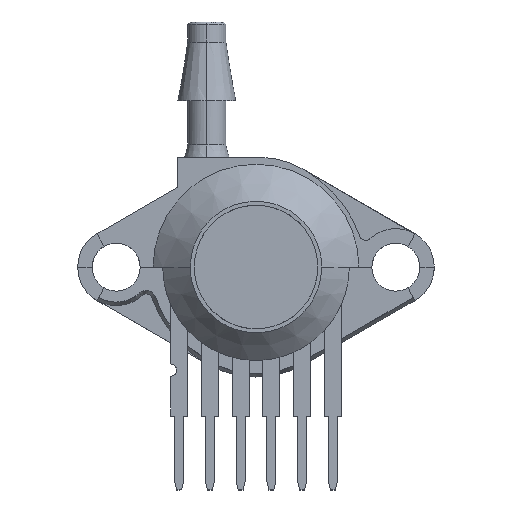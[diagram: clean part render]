
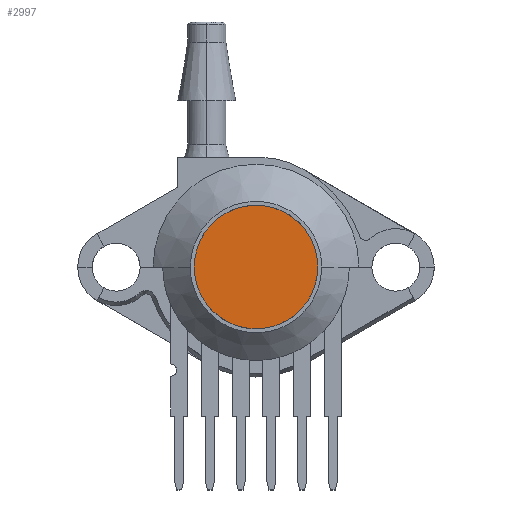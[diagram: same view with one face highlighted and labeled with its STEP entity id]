
A CAD part, top view. The second image highlights one B-rep face of the part: STEP entity #2997.
In plain terms, the highlighted planar face has unit normal (0, 0, 1).
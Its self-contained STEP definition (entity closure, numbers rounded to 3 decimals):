
#17 = CARTESIAN_POINT ( 'NONE',  ( -4.456, 14.889, 2.67 ) ) ;
#25 = CARTESIAN_POINT ( 'NONE',  ( 5.1, 12.988, 2.67 ) ) ;
#45 = CARTESIAN_POINT ( 'NONE',  ( -0.668, 7.221, 2.67 ) ) ;
#174 = CARTESIAN_POINT ( 'NONE',  ( 0., -6.1, 2.67 ) ) ;
#220 = B_SPLINE_CURVE_WITH_KNOTS ( 'NONE', 3,
 ( #4788, #2948, #1527, #4802, #2003, #5255, #2462, #5728, #2973, #45, #3448, #567, #3899, #1063, #4365, #1553, #4820, #2017 ),
 .UNSPECIFIED., .F., .F.,
 ( 4, 2, 2, 2, 2, 2, 2, 2, 4 ),
 ( 0., 0.125, 0.25, 0.375, 0.5, 0.625, 0.75, 0.875, 1. ),
 .UNSPECIFIED. ) ;
#342 = B_SPLINE_CURVE_WITH_KNOTS ( 'NONE', 3,
 ( #6138, #5221, #2932, #17, #3418, #524, #3868, #1035, #4326, #1513, #4795, #1988, #5236, #2451, #5715, #2954, #25, #3440 ),
 .UNSPECIFIED., .F., .F.,
 ( 4, 2, 2, 2, 2, 2, 2, 2, 4 ),
 ( 0., 0.125, 0.25, 0.375, 0.5, 0.625, 0.75, 0.875, 1. ),
 .UNSPECIFIED. ) ;
#460 = VERTEX_POINT ( 'NONE', #3998 ) ;
#524 = CARTESIAN_POINT ( 'NONE',  ( -3.134, 16.399, 2.67 ) ) ;
#567 = CARTESIAN_POINT ( 'NONE',  ( -2.568, 7.864, 2.67 ) ) ;
#1035 = CARTESIAN_POINT ( 'NONE',  ( -1.335, 17.288, 2.67 ) ) ;
#1063 = CARTESIAN_POINT ( 'NONE',  ( -4.078, 9.186, 2.67 ) ) ;
#1513 = CARTESIAN_POINT ( 'NONE',  ( 0.668, 17.421, 2.67 ) ) ;
#1527 = CARTESIAN_POINT ( 'NONE',  ( 4.967, 10.986, 2.67 ) ) ;
#1553 = CARTESIAN_POINT ( 'NONE',  ( -4.967, 10.986, 2.67 ) ) ;
#1861 = CARTESIAN_POINT ( 'NONE',  ( 5.1, 12.32, 2.67 ) ) ;
#1988 = CARTESIAN_POINT ( 'NONE',  ( 2.568, 16.777, 2.67 ) ) ;
#2003 = CARTESIAN_POINT ( 'NONE',  ( 4.078, 9.186, 2.67 ) ) ;
#2017 = CARTESIAN_POINT ( 'NONE',  ( -5.1, 12.32, 2.67 ) ) ;
#2451 = CARTESIAN_POINT ( 'NONE',  ( 4.078, 15.455, 2.67 ) ) ;
#2462 = CARTESIAN_POINT ( 'NONE',  ( 2.568, 7.864, 2.67 ) ) ;
#2627 = DIRECTION ( 'NONE',  ( 0., 0., -1. ) ) ;
#2932 = CARTESIAN_POINT ( 'NONE',  ( -4.967, 13.655, 2.67 ) ) ;
#2948 = CARTESIAN_POINT ( 'NONE',  ( 5.1, 11.653, 2.67 ) ) ;
#2954 = CARTESIAN_POINT ( 'NONE',  ( 4.967, 13.655, 2.67 ) ) ;
#2973 = CARTESIAN_POINT ( 'NONE',  ( 0.668, 7.221, 2.67 ) ) ;
#2997 = ADVANCED_FACE ( 'NONE', ( #4657 ), #5416, .F. ) ;
#3418 = CARTESIAN_POINT ( 'NONE',  ( -4.078, 15.455, 2.67 ) ) ;
#3440 = CARTESIAN_POINT ( 'NONE',  ( 5.1, 12.32, 2.67 ) ) ;
#3448 = CARTESIAN_POINT ( 'NONE',  ( -1.335, 7.353, 2.67 ) ) ;
#3754 = EDGE_CURVE ( 'NONE', #4569, #460, #220, .T. ) ;
#3868 = CARTESIAN_POINT ( 'NONE',  ( -2.568, 16.777, 2.67 ) ) ;
#3899 = CARTESIAN_POINT ( 'NONE',  ( -3.134, 8.242, 2.67 ) ) ;
#3998 = CARTESIAN_POINT ( 'NONE',  ( -5.1, 12.32, 2.67 ) ) ;
#4326 = CARTESIAN_POINT ( 'NONE',  ( -0.668, 17.42, 2.67 ) ) ;
#4365 = CARTESIAN_POINT ( 'NONE',  ( -4.456, 9.752, 2.67 ) ) ;
#4536 = EDGE_CURVE ( 'NONE', #460, #4569, #342, .T. ) ;
#4569 = VERTEX_POINT ( 'NONE', #1861 ) ;
#4657 = FACE_OUTER_BOUND ( 'NONE', #4914, .T. ) ;
#4788 = CARTESIAN_POINT ( 'NONE',  ( 5.1, 12.32, 2.67 ) ) ;
#4795 = CARTESIAN_POINT ( 'NONE',  ( 1.335, 17.288, 2.67 ) ) ;
#4802 = CARTESIAN_POINT ( 'NONE',  ( 4.456, 9.752, 2.67 ) ) ;
#4820 = CARTESIAN_POINT ( 'NONE',  ( -5.1, 11.653, 2.67 ) ) ;
#4914 = EDGE_LOOP ( 'NONE', ( #5044, #5692 ) ) ;
#5044 = ORIENTED_EDGE ( 'NONE', *, *, #3754, .F. ) ;
#5221 = CARTESIAN_POINT ( 'NONE',  ( -5.1, 12.988, 2.67 ) ) ;
#5230 = AXIS2_PLACEMENT_3D ( 'NONE', #174, #2627, #5888 ) ;
#5236 = CARTESIAN_POINT ( 'NONE',  ( 3.134, 16.399, 2.67 ) ) ;
#5255 = CARTESIAN_POINT ( 'NONE',  ( 3.134, 8.242, 2.67 ) ) ;
#5416 = PLANE ( 'NONE',  #5230 ) ;
#5692 = ORIENTED_EDGE ( 'NONE', *, *, #4536, .F. ) ;
#5715 = CARTESIAN_POINT ( 'NONE',  ( 4.456, 14.889, 2.67 ) ) ;
#5728 = CARTESIAN_POINT ( 'NONE',  ( 1.335, 7.353, 2.67 ) ) ;
#5888 = DIRECTION ( 'NONE',  ( -1., 0., 0. ) ) ;
#6138 = CARTESIAN_POINT ( 'NONE',  ( -5.1, 12.32, 2.67 ) ) ;
